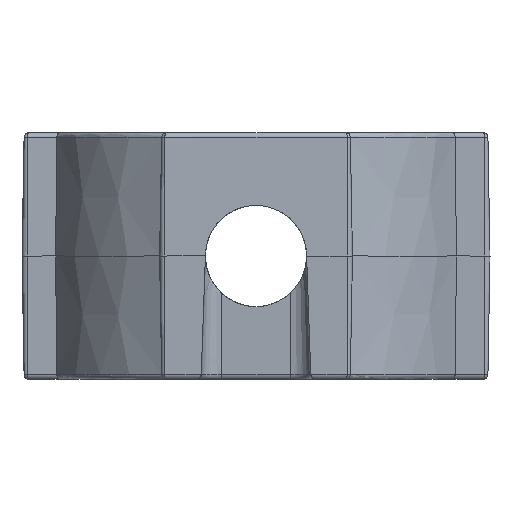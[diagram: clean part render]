
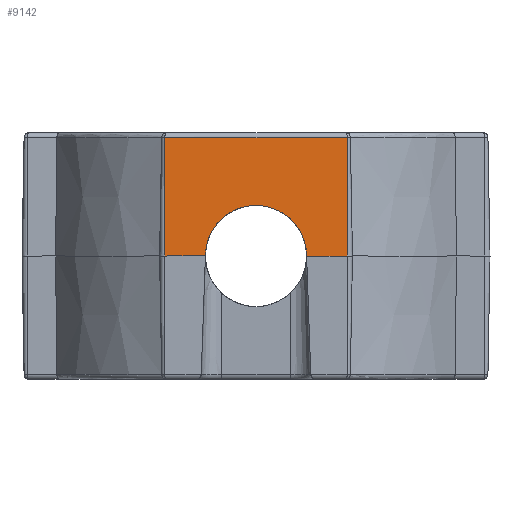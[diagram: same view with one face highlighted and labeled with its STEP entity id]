
A CAD part, left-side view. The second image highlights one B-rep face of the part: STEP entity #9142.
In plain terms, the highlighted planar face has unit normal (-1, 0, 0.018).
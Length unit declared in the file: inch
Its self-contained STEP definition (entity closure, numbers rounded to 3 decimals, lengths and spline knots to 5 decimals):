
#1 = EDGE_LOOP ( 'NONE', ( #2464, #4375, #8096, #7867, #9572, #10273, #3502, #4409, #6243 ) ) ;
#82 = CARTESIAN_POINT ( 'NONE',  ( -0.45098, 0.1775, 0.23017 ) ) ;
#522 = VERTEX_POINT ( 'NONE', #6508 ) ;
#930 = CARTESIAN_POINT ( 'NONE',  ( -0.455, 0.1775, 0. ) ) ;
#958 = DIRECTION ( 'NONE',  ( 0., -1., 0. ) ) ;
#1186 = DIRECTION ( 'NONE',  ( -0.017, 0., -1. ) ) ;
#1189 = FACE_OUTER_BOUND ( 'NONE', #1, .T. ) ;
#1266 = CARTESIAN_POINT ( 'NONE',  ( -0.45328, 0., 0.09843 ) ) ;
#1309 = EDGE_CURVE ( 'NONE', #6167, #8578, #5284, .T. ) ;
#1531 = CARTESIAN_POINT ( 'NONE',  ( -0.45396, -0.09641, 0.05947 ) ) ;
#1548 = DIRECTION ( 'NONE',  ( 0.017, 0., 1. ) ) ;
#2148 = CARTESIAN_POINT ( 'NONE',  ( -0.45328, -0.05607, 0.09843 ) ) ;
#2295 = DIRECTION ( 'NONE',  ( 0.017, 0., 1. ) ) ;
#2464 = ORIENTED_EDGE ( 'NONE', *, *, #8269, .T. ) ;
#2616 = CARTESIAN_POINT ( 'NONE',  ( -0.455, -0.1775, 0. ) ) ;
#2799 = CARTESIAN_POINT ( 'NONE',  ( -0.45328, 0.05607, 0.09843 ) ) ;
#2947 = PLANE ( 'NONE',  #10671 ) ;
#2991 = CARTESIAN_POINT ( 'NONE',  ( -0.45098, 0.1775, 0.23017 ) ) ;
#3176 = CARTESIAN_POINT ( 'NONE',  ( -0.455, -0.09849, 0. ) ) ;
#3184 = DIRECTION ( 'NONE',  ( 0., -1., 0. ) ) ;
#3201 = DIRECTION ( 'NONE',  ( -1., 0., 0.017 ) ) ;
#3311 = CARTESIAN_POINT ( 'NONE',  ( -0.45098, -0.1775, 0.23017 ) ) ;
#3499 = LINE ( 'NONE', #6877, #9226 ) ;
#3502 = ORIENTED_EDGE ( 'NONE', *, *, #5508, .T. ) ;
#3831 = DIRECTION ( 'NONE',  ( 0., 1., 0. ) ) ;
#3973 = CARTESIAN_POINT ( 'NONE',  ( -0.45494, -0.09837, 0.00343 ) ) ;
#4041 = DIRECTION ( 'NONE',  ( 0.017, 0.035, 0.999 ) ) ;
#4204 = EDGE_CURVE ( 'NONE', #4472, #5396, #5693, .T. ) ;
#4375 = ORIENTED_EDGE ( 'NONE', *, *, #6286, .T. ) ;
#4409 = ORIENTED_EDGE ( 'NONE', *, *, #9273, .F. ) ;
#4472 = VERTEX_POINT ( 'NONE', #5418 ) ;
#4593 = CARTESIAN_POINT ( 'NONE',  ( -0.45494, 0.09837, 0.00343 ) ) ;
#4695 = EDGE_CURVE ( 'NONE', #8578, #4472, #3499, .T. ) ;
#4919 = CARTESIAN_POINT ( 'NONE',  ( -0.45328, 0., 0.09843 ) ) ;
#5231 =( BOUNDED_CURVE ( )  B_SPLINE_CURVE ( 3, ( #4919, #2148, #1531, #3973 ),
 .UNSPECIFIED., .F., .F. ) 
 B_SPLINE_CURVE_WITH_KNOTS ( ( 4, 4 ),
 ( 0., 1.53589 ),
 .UNSPECIFIED. ) 
 CURVE ( )  GEOMETRIC_REPRESENTATION_ITEM ( )  RATIONAL_B_SPLINE_CURVE ( ( 1., 0.813, 0.813, 1. ) ) 
 REPRESENTATION_ITEM ( '' )  );
#5284 = LINE ( 'NONE', #8640, #10247 ) ;
#5357 = VERTEX_POINT ( 'NONE', #1266 ) ;
#5396 = VERTEX_POINT ( 'NONE', #4593 ) ;
#5418 = CARTESIAN_POINT ( 'NONE',  ( -0.455, 0.09849, 0. ) ) ;
#5508 = EDGE_CURVE ( 'NONE', #5357, #522, #5231, .T. ) ;
#5680 = VECTOR ( 'NONE', #9052, 39.37008 ) ;
#5693 = LINE ( 'NONE', #9939, #5680 ) ;
#6010 = CARTESIAN_POINT ( 'NONE',  ( -0.45396, 0.09641, 0.05947 ) ) ;
#6085 = VECTOR ( 'NONE', #3184, 39.37008 ) ;
#6167 = VERTEX_POINT ( 'NONE', #82 ) ;
#6243 = ORIENTED_EDGE ( 'NONE', *, *, #8330, .T. ) ;
#6268 = VECTOR ( 'NONE', #4041, 39.37008 ) ;
#6286 = EDGE_CURVE ( 'NONE', #9476, #6167, #7723, .T. ) ;
#6508 = CARTESIAN_POINT ( 'NONE',  ( -0.45494, -0.09837, 0.00343 ) ) ;
#6714 = EDGE_CURVE ( 'NONE', #5396, #5357, #8266, .T. ) ;
#6877 = CARTESIAN_POINT ( 'NONE',  ( -0.455, 0., 0. ) ) ;
#6892 = CARTESIAN_POINT ( 'NONE',  ( -0.45328, 0., 0.09843 ) ) ;
#7286 = VECTOR ( 'NONE', #3831, 39.37008 ) ;
#7723 = LINE ( 'NONE', #2991, #7286 ) ;
#7867 = ORIENTED_EDGE ( 'NONE', *, *, #4695, .T. ) ;
#8096 = ORIENTED_EDGE ( 'NONE', *, *, #1309, .T. ) ;
#8140 = LINE ( 'NONE', #9116, #6268 ) ;
#8196 = CARTESIAN_POINT ( 'NONE',  ( -0.455, 0., 0. ) ) ;
#8266 =( BOUNDED_CURVE ( )  B_SPLINE_CURVE ( 3, ( #10381, #6010, #2799, #6892 ),
 .UNSPECIFIED., .F., .F. ) 
 B_SPLINE_CURVE_WITH_KNOTS ( ( 4, 4 ),
 ( 4.7473, 6.28319 ),
 .UNSPECIFIED. ) 
 CURVE ( )  GEOMETRIC_REPRESENTATION_ITEM ( )  RATIONAL_B_SPLINE_CURVE ( ( 1., 0.813, 0.813, 1. ) ) 
 REPRESENTATION_ITEM ( '' )  );
#8269 = EDGE_CURVE ( 'NONE', #8807, #9476, #9866, .T. ) ;
#8271 = CARTESIAN_POINT ( 'NONE',  ( -0.455, -0.1775, 0. ) ) ;
#8330 = EDGE_CURVE ( 'NONE', #9841, #8807, #9721, .T. ) ;
#8578 = VERTEX_POINT ( 'NONE', #930 ) ;
#8640 = CARTESIAN_POINT ( 'NONE',  ( -0.455, 0.1775, 0. ) ) ;
#8807 = VERTEX_POINT ( 'NONE', #2616 ) ;
#9047 = CARTESIAN_POINT ( 'NONE',  ( -0.455, 0., 0. ) ) ;
#9052 = DIRECTION ( 'NONE',  ( 0.017, -0.035, 0.999 ) ) ;
#9053 = VECTOR ( 'NONE', #2295, 39.37008 ) ;
#9116 = CARTESIAN_POINT ( 'NONE',  ( -0.45494, -0.09837, 0.00343 ) ) ;
#9142 = ADVANCED_FACE ( 'NONE', ( #1189 ), #2947, .T. ) ;
#9226 = VECTOR ( 'NONE', #958, 39.37008 ) ;
#9273 = EDGE_CURVE ( 'NONE', #9841, #522, #8140, .T. ) ;
#9476 = VERTEX_POINT ( 'NONE', #3311 ) ;
#9572 = ORIENTED_EDGE ( 'NONE', *, *, #4204, .T. ) ;
#9721 = LINE ( 'NONE', #9047, #6085 ) ;
#9841 = VERTEX_POINT ( 'NONE', #3176 ) ;
#9866 = LINE ( 'NONE', #8271, #9053 ) ;
#9939 = CARTESIAN_POINT ( 'NONE',  ( -0.45494, 0.09837, 0.00343 ) ) ;
#10247 = VECTOR ( 'NONE', #1186, 39.37008 ) ;
#10273 = ORIENTED_EDGE ( 'NONE', *, *, #6714, .T. ) ;
#10381 = CARTESIAN_POINT ( 'NONE',  ( -0.45494, 0.09837, 0.00343 ) ) ;
#10671 = AXIS2_PLACEMENT_3D ( 'NONE', #8196, #3201, #1548 ) ;
